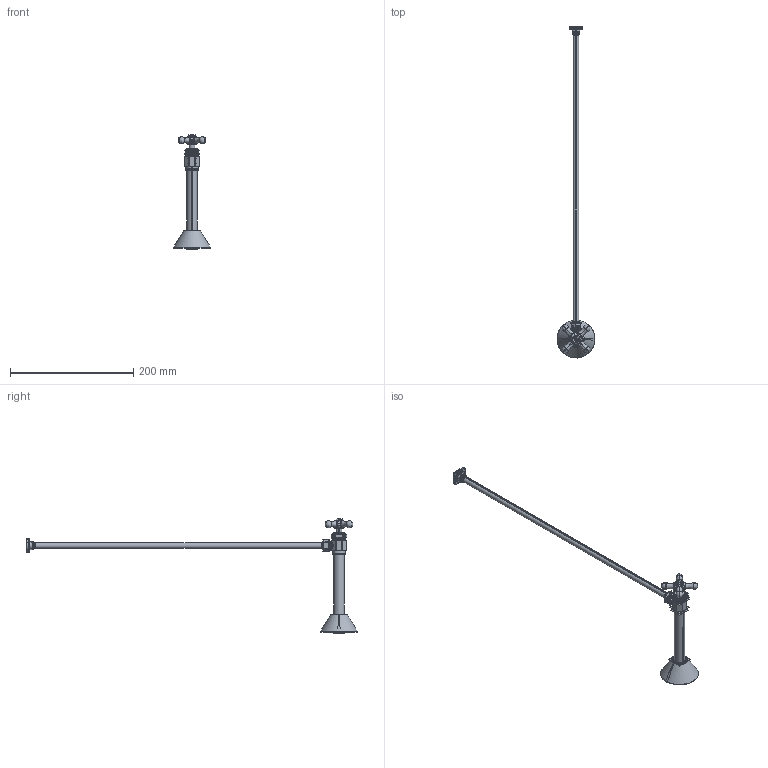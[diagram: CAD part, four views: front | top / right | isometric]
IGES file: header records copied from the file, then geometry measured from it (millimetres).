
Start section:  PTC IGES file: 4775_asm.igs
Global section: file name: 4775_asm.igs; native system: Creo Parametric by PTC Inc.; preprocessor: 2018400; author: rsmith; organization: Unknown; date: 20211026.110739; units: inch
Bounding box: 61.52 x 538.14 x 186.21 mm (x, y, z)
Surface area: 146269.6 mm2 (no closed solid volume)
Topology: 0 solids, 0 shells, 1410 faces, 16268 edges, 18832 vertices
Faces by surface type: revolution 752, bspline 658
